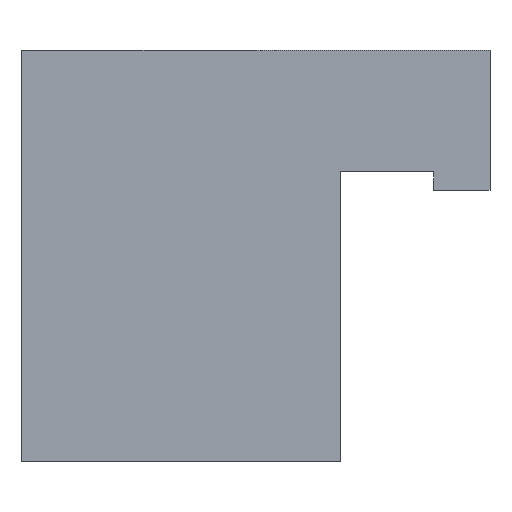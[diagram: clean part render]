
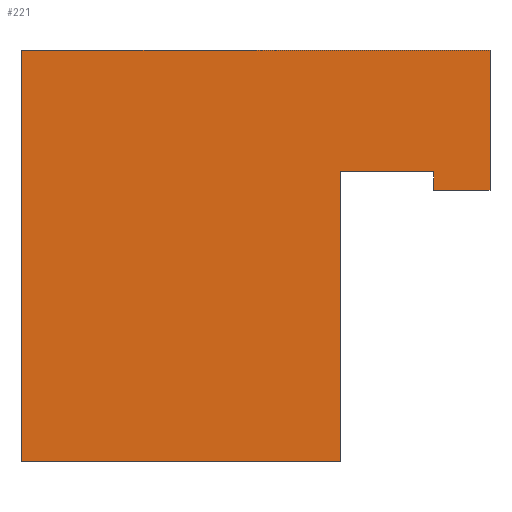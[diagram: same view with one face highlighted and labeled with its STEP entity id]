
A CAD part, front view. The second image highlights one B-rep face of the part: STEP entity #221.
In plain terms, the highlighted planar face has unit normal (0, -1, 0).
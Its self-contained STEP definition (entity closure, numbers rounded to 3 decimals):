
#13=LINE($,#326,#37);
#14=LINE($,#328,#38);
#15=LINE($,#330,#39);
#16=LINE($,#332,#40);
#17=LINE($,#334,#41);
#18=LINE($,#336,#42);
#19=LINE($,#338,#43);
#20=LINE($,#339,#44);
#37=VECTOR($,#269,15.5);
#38=VECTOR($,#270,5.);
#39=VECTOR($,#271,1.);
#40=VECTOR($,#272,3.);
#41=VECTOR($,#273,7.5);
#42=VECTOR($,#274,25.);
#43=VECTOR($,#275,22.);
#44=VECTOR($,#276,17.);
#73=FACE_OUTER_BOUND($,#87,.T.);
#87=EDGE_LOOP($,(#157,#158,#159,#160,#161,#162,#163,#164));
#107=VERTEX_POINT($,#324);
#108=VERTEX_POINT($,#325);
#109=VERTEX_POINT($,#327);
#110=VERTEX_POINT($,#329);
#111=VERTEX_POINT($,#331);
#112=VERTEX_POINT($,#333);
#113=VERTEX_POINT($,#335);
#114=VERTEX_POINT($,#337);
#127=EDGE_CURVE($,#107,#108,#13,.T.);
#128=EDGE_CURVE($,#109,#107,#14,.T.);
#129=EDGE_CURVE($,#110,#109,#15,.T.);
#130=EDGE_CURVE($,#111,#110,#16,.T.);
#131=EDGE_CURVE($,#112,#111,#17,.T.);
#132=EDGE_CURVE($,#113,#112,#18,.T.);
#133=EDGE_CURVE($,#114,#113,#19,.T.);
#134=EDGE_CURVE($,#108,#114,#20,.T.);
#157=ORIENTED_EDGE($,*,*,#127,.F.);
#158=ORIENTED_EDGE($,*,*,#128,.F.);
#159=ORIENTED_EDGE($,*,*,#129,.F.);
#160=ORIENTED_EDGE($,*,*,#130,.F.);
#161=ORIENTED_EDGE($,*,*,#131,.F.);
#162=ORIENTED_EDGE($,*,*,#132,.F.);
#163=ORIENTED_EDGE($,*,*,#133,.F.);
#164=ORIENTED_EDGE($,*,*,#134,.F.);
#208=PLANE($,#241);
#221=ADVANCED_FACE($,(#73),#208,.F.);
#241=AXIS2_PLACEMENT_3D($,#323,#267,#268);
#267=DIRECTION('center_axis',(0.,1.,0.));
#268=DIRECTION('ref_axis',(0.,0.,1.));
#269=DIRECTION($,(0.,0.,-1.));
#270=DIRECTION($,(-1.,0.,0.));
#271=DIRECTION($,(0.,0.,1.));
#272=DIRECTION($,(-1.,0.,0.));
#273=DIRECTION($,(0.,0.,-1.));
#274=DIRECTION($,(1.,0.,0.));
#275=DIRECTION($,(0.,0.,1.));
#276=DIRECTION($,(-1.,0.,0.));
#323=CARTESIAN_POINT('Origin',(-5.563,-18.,-3.156));
#324=CARTESIAN_POINT('',(0.,-18.,0.));
#325=CARTESIAN_POINT('',(0.,-18.,-15.5));
#326=CARTESIAN_POINT($,(0.,-18.,-15.5));
#327=CARTESIAN_POINT('',(5.,-18.,0.));
#328=CARTESIAN_POINT($,(0.,-18.,0.));
#329=CARTESIAN_POINT('',(5.,-18.,-1.));
#330=CARTESIAN_POINT($,(5.,-18.,0.));
#331=CARTESIAN_POINT('',(8.,-18.,-1.));
#332=CARTESIAN_POINT($,(5.,-18.,-1.));
#333=CARTESIAN_POINT('',(8.,-18.,6.5));
#334=CARTESIAN_POINT($,(8.,-18.,-1.));
#335=CARTESIAN_POINT('',(-17.,-18.,6.5));
#336=CARTESIAN_POINT($,(8.,-18.,6.5));
#337=CARTESIAN_POINT('',(-17.,-18.,-15.5));
#338=CARTESIAN_POINT($,(-17.,-18.,6.5));
#339=CARTESIAN_POINT($,(-17.,-18.,-15.5));
